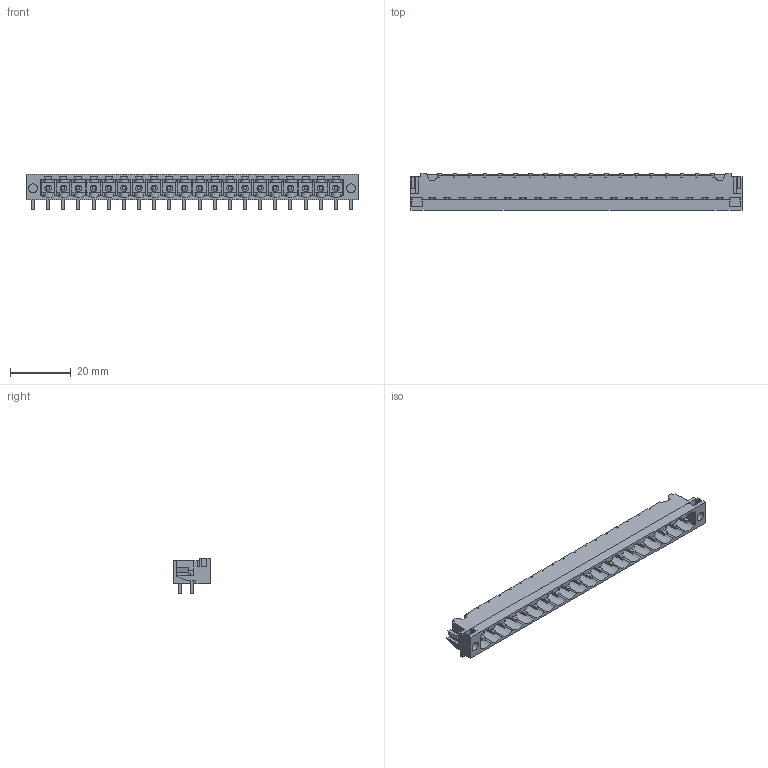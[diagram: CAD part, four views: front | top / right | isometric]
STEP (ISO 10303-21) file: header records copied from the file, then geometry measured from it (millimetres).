
FILE_DESCRIPTION(('CATIA V5 STEP Exchange','CAx-IF Rec.Pracs.--- Model Styling and Organization---1.2---2011-12-15'),'2;1');
FILE_NAME ('7601261_2_1840530000_1840530000.stp','2018-03-08T09:56:55+00:00',('none'),('Weidmueller'),'CATIA Version 5-6 Release 2014','CATIA V5 STEP AP214','none');
FILE_SCHEMA(('AUTOMOTIVE_DESIGN { 1 0 10303 214 1 1 1 1 }'));
Length unit declared in the file: millimetre
Products named in the file (1): 1840530000
Bounding box: 109.6 x 12 x 11.63 mm (x, y, z)
Volume: 4019 mm3; surface area: 9527.8 mm2
Topology: 23 solids, 23 shells, 1403 faces, 4369 edges, 2973 vertices
Faces by surface type: plane 1151, cylinder 252
Entity records: 45213 total; most frequent: CARTESIAN_POINT 9044, ORIENTED_EDGE 8738, DIRECTION 5660, EDGE_CURVE 4369, VECTOR 3626, LINE 3626, VERTEX_POINT 2973, EDGE_LOOP 1448
